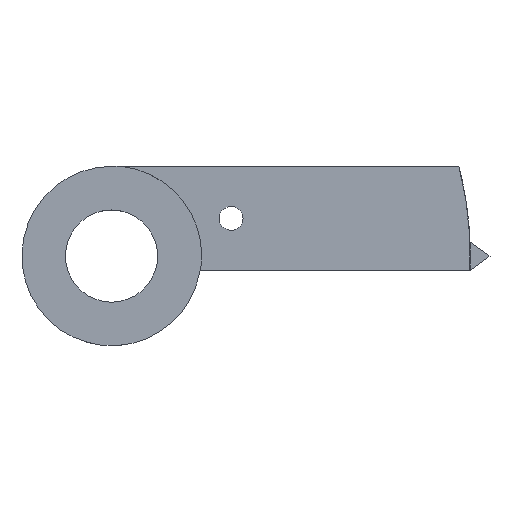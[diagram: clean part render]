
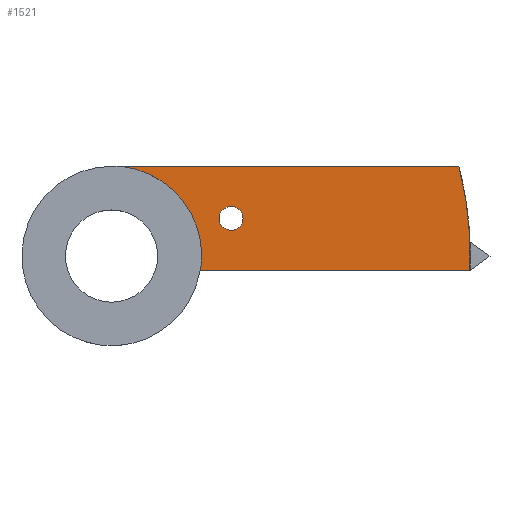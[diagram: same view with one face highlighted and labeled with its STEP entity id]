
A CAD part, top view. The second image highlights one B-rep face of the part: STEP entity #1521.
In plain terms, the highlighted planar face has unit normal (0, 0, 1).
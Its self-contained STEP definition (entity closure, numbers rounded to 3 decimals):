
#20=FACE_BOUND('',#187,.T.);
#52=PLANE('',#1637);
#112=FACE_OUTER_BOUND('',#186,.T.);
#186=EDGE_LOOP('',(#1262,#1263,#1264,#1265));
#187=EDGE_LOOP('',(#1266));
#221=CIRCLE('',#1610,100.);
#233=CIRCLE('',#1632,25.15);
#234=CIRCLE('',#1634,3.325);
#428=LINE('',#17106,#494);
#442=LINE('',#17383,#508);
#494=VECTOR('',#1829,10.);
#508=VECTOR('',#1885,10.);
#657=VERTEX_POINT('',#16728);
#658=VERTEX_POINT('',#16730);
#669=VERTEX_POINT('',#17104);
#682=VERTEX_POINT('',#17372);
#683=VERTEX_POINT('',#17376);
#871=EDGE_CURVE('',#657,#658,#221,.T.);
#888=EDGE_CURVE('',#669,#657,#428,.T.);
#909=EDGE_CURVE('',#669,#682,#233,.T.);
#910=EDGE_CURVE('',#683,#683,#234,.T.);
#914=EDGE_CURVE('',#682,#658,#442,.T.);
#1262=ORIENTED_EDGE('',*,*,#888,.F.);
#1263=ORIENTED_EDGE('',*,*,#909,.T.);
#1264=ORIENTED_EDGE('',*,*,#914,.T.);
#1265=ORIENTED_EDGE('',*,*,#871,.F.);
#1266=ORIENTED_EDGE('',*,*,#910,.F.);
#1521=ADVANCED_FACE('',(#112,#20),#52,.F.);
#1610=AXIS2_PLACEMENT_3D('',#16731,#1810,#1811);
#1632=AXIS2_PLACEMENT_3D('',#17374,#1873,#1874);
#1634=AXIS2_PLACEMENT_3D('',#17377,#1877,#1878);
#1637=AXIS2_PLACEMENT_3D('',#17384,#1886,#1887);
#1810=DIRECTION('center_axis',(0.,0.,-1.));
#1811=DIRECTION('ref_axis',(-1.,0.,0.));
#1829=DIRECTION('',(1.,0.,0.));
#1873=DIRECTION('center_axis',(0.,0.,-1.));
#1874=DIRECTION('ref_axis',(-1.,0.,0.));
#1877=DIRECTION('center_axis',(0.,0.,1.));
#1878=DIRECTION('ref_axis',(-1.,0.,0.));
#1885=DIRECTION('',(1.,0.,0.));
#1886=DIRECTION('center_axis',(0.,0.,-1.));
#1887=DIRECTION('ref_axis',(-1.,0.,0.));
#16728=CARTESIAN_POINT('',(96.825,38.95,6.45));
#16730=CARTESIAN_POINT('',(99.92,9.95,6.45));
#16731=CARTESIAN_POINT('Origin',(0.,13.95,6.45));
#17104=CARTESIAN_POINT('',(2.743,38.95,6.45));
#17106=CARTESIAN_POINT('',(-100.,38.95,6.45));
#17372=CARTESIAN_POINT('',(24.83,9.95,6.45));
#17374=CARTESIAN_POINT('Origin',(0.,13.95,6.45));
#17376=CARTESIAN_POINT('',(36.653,24.45,6.45));
#17377=CARTESIAN_POINT('Origin',(33.328,24.45,6.45));
#17383=CARTESIAN_POINT('',(24.678,9.95,6.45));
#17384=CARTESIAN_POINT('Origin',(51.371,24.45,6.45));
